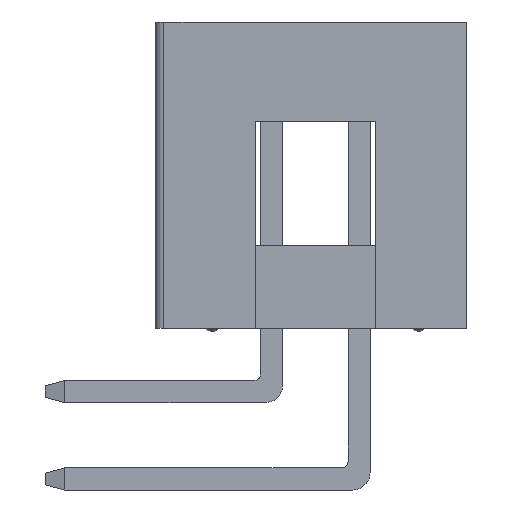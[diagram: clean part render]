
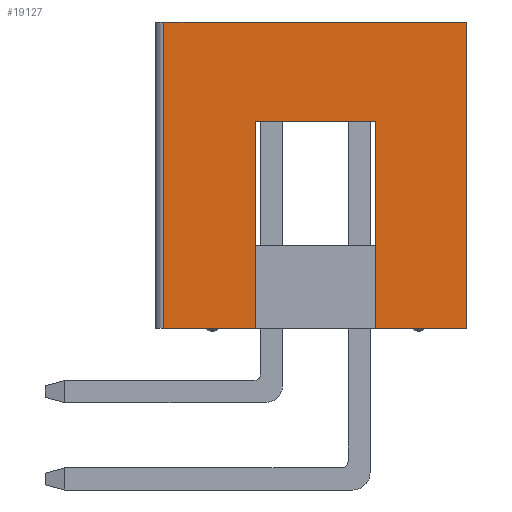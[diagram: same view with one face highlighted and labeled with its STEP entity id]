
A CAD part, left-side view. The second image highlights one B-rep face of the part: STEP entity #19127.
In plain terms, the highlighted planar face has unit normal (-1, 0, 0).
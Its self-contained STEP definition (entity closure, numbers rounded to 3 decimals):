
#65 = PLANE ( 'NONE',  #22486 ) ;
#151 = LINE ( 'NONE', #24336, #11850 ) ;
#244 = ORIENTED_EDGE ( 'NONE', *, *, #14058, .T. ) ;
#331 = LINE ( 'NONE', #10314, #841 ) ;
#758 = CARTESIAN_POINT ( 'NONE',  ( -13.985, 1.75, 6. ) ) ;
#841 = VECTOR ( 'NONE', #16496, 1000. ) ;
#1013 = VERTEX_POINT ( 'NONE', #17601 ) ;
#1496 = CARTESIAN_POINT ( 'NONE',  ( -13.985, 4.4, 8.9 ) ) ;
#1903 = CARTESIAN_POINT ( 'NONE',  ( -13.985, -4.4, 8.9 ) ) ;
#2685 = VERTEX_POINT ( 'NONE', #21678 ) ;
#4121 = VECTOR ( 'NONE', #18471, 1000. ) ;
#4599 = ORIENTED_EDGE ( 'NONE', *, *, #24523, .T. ) ;
#4697 = LINE ( 'NONE', #758, #9078 ) ;
#4936 = LINE ( 'NONE', #18859, #19747 ) ;
#5497 = LINE ( 'NONE', #21538, #22340 ) ;
#6514 = CARTESIAN_POINT ( 'NONE',  ( -13.985, 1.75, 6. ) ) ;
#7790 = ORIENTED_EDGE ( 'NONE', *, *, #9385, .F. ) ;
#8076 = DIRECTION ( 'NONE',  ( 0., 0., -1. ) ) ;
#9078 = VECTOR ( 'NONE', #22698, 1000. ) ;
#9081 = VERTEX_POINT ( 'NONE', #25070 ) ;
#9107 = ORIENTED_EDGE ( 'NONE', *, *, #21739, .T. ) ;
#9329 = CARTESIAN_POINT ( 'NONE',  ( -13.985, 4.4, 8.9 ) ) ;
#9385 = EDGE_CURVE ( 'NONE', #16562, #19703, #18219, .T. ) ;
#9963 = DIRECTION ( 'NONE',  ( 0., 0., -1. ) ) ;
#10314 = CARTESIAN_POINT ( 'NONE',  ( -13.985, -4.4, 8.9 ) ) ;
#10434 = ORIENTED_EDGE ( 'NONE', *, *, #10712, .T. ) ;
#10586 = DIRECTION ( 'NONE',  ( 0., 0., -1. ) ) ;
#10712 = EDGE_CURVE ( 'NONE', #13559, #9081, #21353, .T. ) ;
#11734 = LINE ( 'NONE', #1496, #15154 ) ;
#11788 = CARTESIAN_POINT ( 'NONE',  ( -13.985, -4.4, 8.9 ) ) ;
#11795 = EDGE_CURVE ( 'NONE', #19703, #2685, #331, .T. ) ;
#11850 = VECTOR ( 'NONE', #14339, 1000. ) ;
#12303 = CARTESIAN_POINT ( 'NONE',  ( -13.985, -4.4, 8.9 ) ) ;
#12659 = CARTESIAN_POINT ( 'NONE',  ( -13.985, -1.75, 0. ) ) ;
#13069 = DIRECTION ( 'NONE',  ( 0., -1., 0. ) ) ;
#13559 = VERTEX_POINT ( 'NONE', #23414 ) ;
#14058 = EDGE_CURVE ( 'NONE', #1013, #14962, #5497, .T. ) ;
#14339 = DIRECTION ( 'NONE',  ( 0., -1., 0. ) ) ;
#14962 = VERTEX_POINT ( 'NONE', #12659 ) ;
#15151 = ORIENTED_EDGE ( 'NONE', *, *, #22662, .F. ) ;
#15154 = VECTOR ( 'NONE', #19622, 1000. ) ;
#16496 = DIRECTION ( 'NONE',  ( 0., 0., -1. ) ) ;
#16562 = VERTEX_POINT ( 'NONE', #9329 ) ;
#17601 = CARTESIAN_POINT ( 'NONE',  ( -13.985, -1.75, 6. ) ) ;
#17812 = DIRECTION ( 'NONE',  ( 1., 0., 0. ) ) ;
#18219 = LINE ( 'NONE', #12303, #4121 ) ;
#18471 = DIRECTION ( 'NONE',  ( 0., -1., 0. ) ) ;
#18859 = CARTESIAN_POINT ( 'NONE',  ( -13.985, 1.75, 6. ) ) ;
#19127 = ADVANCED_FACE ( 'NONE', ( #20302 ), #65, .F. ) ;
#19622 = DIRECTION ( 'NONE',  ( 0., 0., -1. ) ) ;
#19703 = VERTEX_POINT ( 'NONE', #11788 ) ;
#19747 = VECTOR ( 'NONE', #10586, 1000. ) ;
#19965 = EDGE_CURVE ( 'NONE', #1013, #21490, #4697, .T. ) ;
#20302 = FACE_OUTER_BOUND ( 'NONE', #20734, .T. ) ;
#20544 = VECTOR ( 'NONE', #13069, 1000. ) ;
#20734 = EDGE_LOOP ( 'NONE', ( #10434, #15151, #23288, #244, #4599, #21468, #7790, #9107 ) ) ;
#21353 = LINE ( 'NONE', #25168, #20544 ) ;
#21468 = ORIENTED_EDGE ( 'NONE', *, *, #11795, .F. ) ;
#21490 = VERTEX_POINT ( 'NONE', #6514 ) ;
#21538 = CARTESIAN_POINT ( 'NONE',  ( -13.985, -1.75, 6. ) ) ;
#21678 = CARTESIAN_POINT ( 'NONE',  ( -13.985, -4.4, 0. ) ) ;
#21739 = EDGE_CURVE ( 'NONE', #16562, #13559, #11734, .T. ) ;
#22340 = VECTOR ( 'NONE', #9963, 1000. ) ;
#22486 = AXIS2_PLACEMENT_3D ( 'NONE', #1903, #17812, #8076 ) ;
#22662 = EDGE_CURVE ( 'NONE', #21490, #9081, #4936, .T. ) ;
#22698 = DIRECTION ( 'NONE',  ( 0., 1., 0. ) ) ;
#23288 = ORIENTED_EDGE ( 'NONE', *, *, #19965, .F. ) ;
#23414 = CARTESIAN_POINT ( 'NONE',  ( -13.985, 4.4, 0. ) ) ;
#24336 = CARTESIAN_POINT ( 'NONE',  ( -13.985, -4.4, 0. ) ) ;
#24523 = EDGE_CURVE ( 'NONE', #14962, #2685, #151, .T. ) ;
#25070 = CARTESIAN_POINT ( 'NONE',  ( -13.985, 1.75, 0. ) ) ;
#25168 = CARTESIAN_POINT ( 'NONE',  ( -13.985, -4.4, 0. ) ) ;
